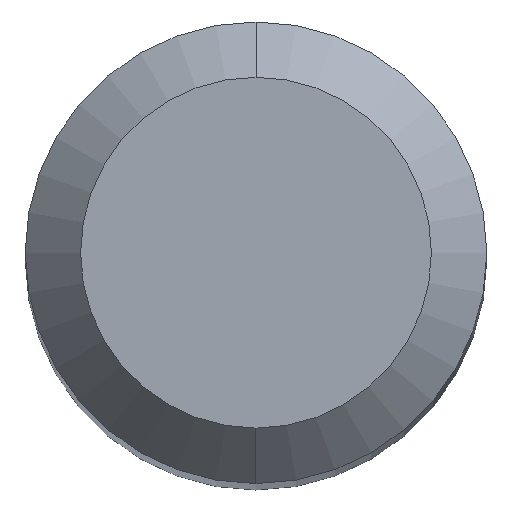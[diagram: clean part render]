
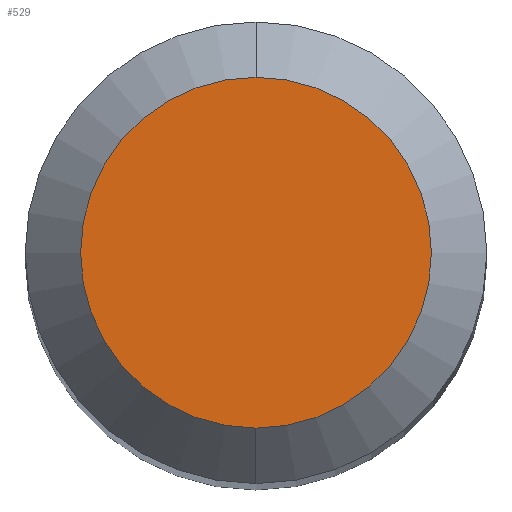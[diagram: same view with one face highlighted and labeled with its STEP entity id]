
A CAD part, top view. The second image highlights one B-rep face of the part: STEP entity #529.
In plain terms, the highlighted planar face has unit normal (0, 0, 1).
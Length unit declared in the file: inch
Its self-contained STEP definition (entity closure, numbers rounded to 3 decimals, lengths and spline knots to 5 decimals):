
#15 = VERTEX_POINT ( 'NONE', #86 ) ;
#24 = CIRCLE ( 'NONE', #335, 0.0475 ) ;
#40 = AXIS2_PLACEMENT_3D ( 'NONE', #259, #443, #144 ) ;
#53 = VERTEX_POINT ( 'NONE', #77 ) ;
#77 = CARTESIAN_POINT ( 'NONE',  ( 0., -0.0475, 0. ) ) ;
#82 = PLANE ( 'NONE',  #40 ) ;
#86 = CARTESIAN_POINT ( 'NONE',  ( 0., 0.0475, 0. ) ) ;
#95 = DIRECTION ( 'NONE',  ( 0., 0., 1. ) ) ;
#103 = ORIENTED_EDGE ( 'NONE', *, *, #330, .T. ) ;
#121 = EDGE_CURVE ( 'NONE', #53, #15, #24, .T. ) ;
#144 = DIRECTION ( 'NONE',  ( 0., 1., 0. ) ) ;
#168 = DIRECTION ( 'NONE',  ( 0., -1., 0. ) ) ;
#259 = CARTESIAN_POINT ( 'NONE',  ( 0., 0.0475, 0. ) ) ;
#301 = FACE_OUTER_BOUND ( 'NONE', #390, .T. ) ;
#317 = CARTESIAN_POINT ( 'NONE',  ( 0., 0., 0. ) ) ;
#330 = EDGE_CURVE ( 'NONE', #15, #53, #397, .T. ) ;
#335 = AXIS2_PLACEMENT_3D ( 'NONE', #433, #481, #168 ) ;
#356 = DIRECTION ( 'NONE',  ( 0., -1., 0. ) ) ;
#390 = EDGE_LOOP ( 'NONE', ( #103, #552 ) ) ;
#397 = CIRCLE ( 'NONE', #522, 0.0475 ) ;
#433 = CARTESIAN_POINT ( 'NONE',  ( 0., 0., 0. ) ) ;
#443 = DIRECTION ( 'NONE',  ( 0., 0., -1. ) ) ;
#481 = DIRECTION ( 'NONE',  ( 0., 0., 1. ) ) ;
#522 = AXIS2_PLACEMENT_3D ( 'NONE', #317, #95, #356 ) ;
#529 = ADVANCED_FACE ( 'NONE', ( #301 ), #82, .F. ) ;
#552 = ORIENTED_EDGE ( 'NONE', *, *, #121, .T. ) ;
